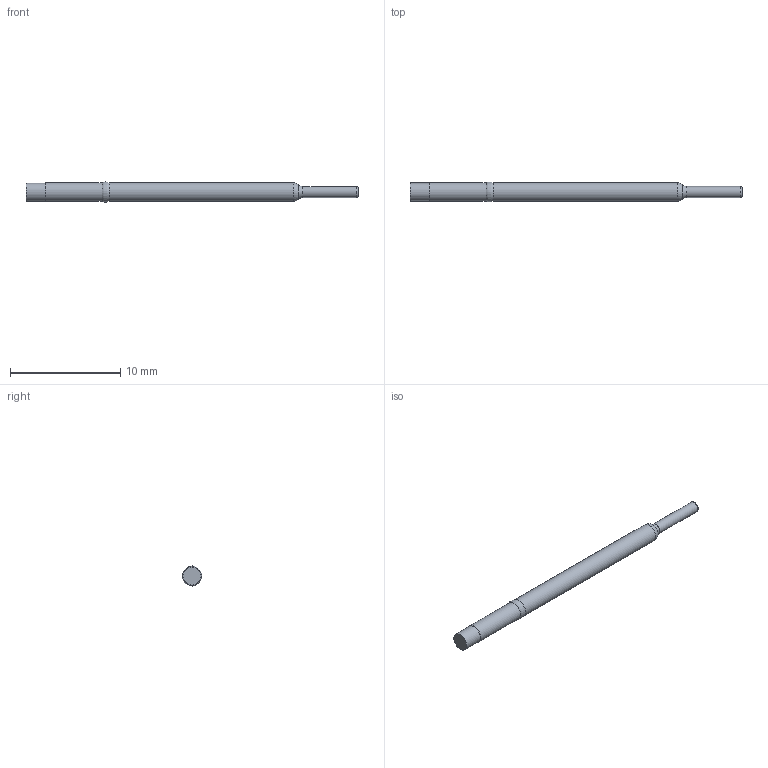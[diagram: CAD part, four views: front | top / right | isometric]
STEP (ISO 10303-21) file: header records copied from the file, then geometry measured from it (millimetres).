
FILE_DESCRIPTION (( 'STEP AP214' ), '1' );
FILE_NAME ('100-SDS250M2.STEP', '2020-09-28T13:33:51', ( '' ), ( '' ), 'SwSTEP 2.0', 'SolidWorks 2019', '' );
FILE_SCHEMA (( 'AUTOMOTIVE_DESIGN' ));
Length unit declared in the file: inch
Products named in the file (1): 100-SDS250M2
Bounding box: 30.15 x 1.8 x 1.82 mm (x, y, z)
Volume: 58.8 mm3; surface area: 150.5 mm2
Topology: 1 solids, 1 shells, 11 faces, 20 edges, 11 vertices
Faces by surface type: cylinder 4, torus 4, plane 2, cone 1
Full cylindrical faces by diameter (mm): 1.001 x1, 1.638 x1, 1.676 x2
Entity records: 254 total; most frequent: DIRECTION 44, CARTESIAN_POINT 32, AXIS2_PLACEMENT_3D 22, ORIENTED_EDGE 20, EDGE_LOOP 20, FACE_OUTER_BOUND 19, ADVANCED_FACE 11, CIRCLE 10
